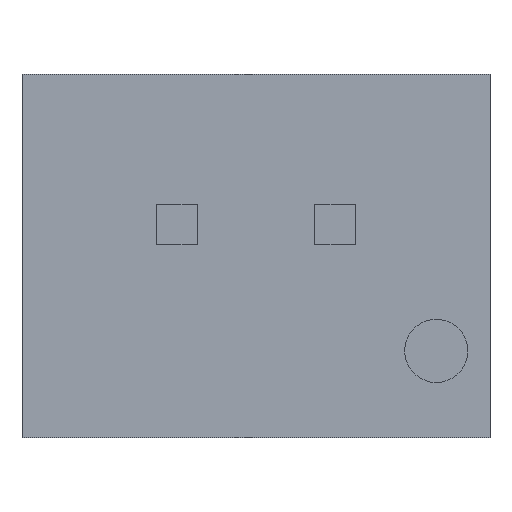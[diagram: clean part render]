
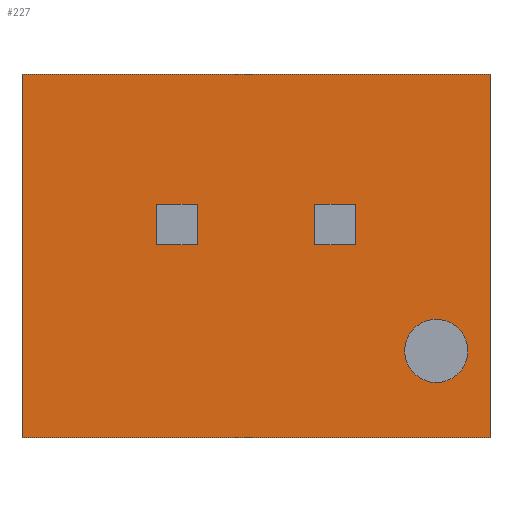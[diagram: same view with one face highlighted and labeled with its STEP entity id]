
A CAD part, front view. The second image highlights one B-rep face of the part: STEP entity #227.
In plain terms, the highlighted planar face has unit normal (0, -1, 0).
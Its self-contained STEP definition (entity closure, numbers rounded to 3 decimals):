
#85 = EDGE_CURVE ( 'NONE', #188, #194, #674, .T. ) ;
#86 = EDGE_LOOP ( 'NONE', ( #87, #91, #94, #97 ) ) ;
#87 = ORIENTED_EDGE ( 'NONE', *, *, #88, .T. ) ;
#88 = EDGE_CURVE ( 'NONE', #89, #90, #670, .T. ) ;
#89 = VERTEX_POINT ( 'NONE', #661 ) ;
#90 = VERTEX_POINT ( 'NONE', #660 ) ;
#91 = ORIENTED_EDGE ( 'NONE', *, *, #92, .F. ) ;
#92 = EDGE_CURVE ( 'NONE', #93, #90, #659, .T. ) ;
#93 = VERTEX_POINT ( 'NONE', #655 ) ;
#94 = ORIENTED_EDGE ( 'NONE', *, *, #95, .F. ) ;
#95 = EDGE_CURVE ( 'NONE', #96, #93, #654, .T. ) ;
#96 = VERTEX_POINT ( 'NONE', #650 ) ;
#97 = ORIENTED_EDGE ( 'NONE', *, *, #98, .T. ) ;
#98 = EDGE_CURVE ( 'NONE', #96, #89, #649, .T. ) ;
#99 = EDGE_LOOP ( 'NONE', ( #100, #104, #107, #110 ) ) ;
#100 = ORIENTED_EDGE ( 'NONE', *, *, #101, .F. ) ;
#101 = EDGE_CURVE ( 'NONE', #102, #103, #645, .T. ) ;
#102 = VERTEX_POINT ( 'NONE', #641 ) ;
#103 = VERTEX_POINT ( 'NONE', #640 ) ;
#104 = ORIENTED_EDGE ( 'NONE', *, *, #105, .F. ) ;
#105 = EDGE_CURVE ( 'NONE', #106, #102, #639, .T. ) ;
#106 = VERTEX_POINT ( 'NONE', #635 ) ;
#107 = ORIENTED_EDGE ( 'NONE', *, *, #108, .F. ) ;
#108 = EDGE_CURVE ( 'NONE', #109, #106, #634, .T. ) ;
#109 = VERTEX_POINT ( 'NONE', #630 ) ;
#110 = ORIENTED_EDGE ( 'NONE', *, *, #111, .F. ) ;
#111 = EDGE_CURVE ( 'NONE', #103, #109, #629, .T. ) ;
#112 = EDGE_LOOP ( 'NONE', ( #113, #115 ) ) ;
#113 = ORIENTED_EDGE ( 'NONE', *, *, #114, .F. ) ;
#114 = EDGE_CURVE ( 'NONE', #224, #221, #624, .T. ) ;
#115 = ORIENTED_EDGE ( 'NONE', *, *, #223, .F. ) ;
#185 = ORIENTED_EDGE ( 'NONE', *, *, #186, .F. ) ;
#186 = EDGE_CURVE ( 'NONE', #187, #188, #789, .T. ) ;
#187 = VERTEX_POINT ( 'NONE', #792 ) ;
#188 = VERTEX_POINT ( 'NONE', #791 ) ;
#189 = ORIENTED_EDGE ( 'NONE', *, *, #190, .F. ) ;
#190 = EDGE_CURVE ( 'NONE', #191, #187, #799, .T. ) ;
#191 = VERTEX_POINT ( 'NONE', #786 ) ;
#192 = ORIENTED_EDGE ( 'NONE', *, *, #193, .F. ) ;
#193 = EDGE_CURVE ( 'NONE', #194, #191, #785, .T. ) ;
#194 = VERTEX_POINT ( 'NONE', #802 ) ;
#195 = ORIENTED_EDGE ( 'NONE', *, *, #85, .F. ) ;
#221 = VERTEX_POINT ( 'NONE', #1222 ) ;
#223 = EDGE_CURVE ( 'NONE', #221, #224, #1221, .T. ) ;
#224 = VERTEX_POINT ( 'NONE', #1262 ) ;
#227 = ADVANCED_FACE ( 'NONE', ( #1226, #1225, #1224, #1223 ), #1218, .F. ) ;
#228 = EDGE_LOOP ( 'NONE', ( #185, #189, #192, #195 ) ) ;
#620 = DIRECTION ( 'NONE',  ( 0., 0., 1. ) ) ;
#621 = DIRECTION ( 'NONE',  ( 0., -1., 0. ) ) ;
#622 = CARTESIAN_POINT ( 'NONE',  ( 2.85, 0., -1.5 ) ) ;
#623 = AXIS2_PLACEMENT_3D ( 'NONE', #622, #621, #620 ) ;
#624 = CIRCLE ( 'NONE', #623, 0.5 ) ;
#626 = DIRECTION ( 'NONE',  ( 0., 0., 1. ) ) ;
#627 = VECTOR ( 'NONE', #626, 1000. ) ;
#628 = CARTESIAN_POINT ( 'NONE',  ( 1.57, 0., 2.875 ) ) ;
#629 = LINE ( 'NONE', #628, #627 ) ;
#630 = CARTESIAN_POINT ( 'NONE',  ( 1.57, 0., 0.82 ) ) ;
#631 = DIRECTION ( 'NONE',  ( -1., 0., 0. ) ) ;
#632 = VECTOR ( 'NONE', #631, 1000. ) ;
#633 = CARTESIAN_POINT ( 'NONE',  ( 3.7, 0., 0.82 ) ) ;
#634 = LINE ( 'NONE', #633, #632 ) ;
#635 = CARTESIAN_POINT ( 'NONE',  ( 0.93, 0., 0.82 ) ) ;
#636 = DIRECTION ( 'NONE',  ( 0., 0., -1. ) ) ;
#637 = VECTOR ( 'NONE', #636, 1000. ) ;
#638 = CARTESIAN_POINT ( 'NONE',  ( 0.93, 0., 2.875 ) ) ;
#639 = LINE ( 'NONE', #638, #637 ) ;
#640 = CARTESIAN_POINT ( 'NONE',  ( 1.57, 0., 0.18 ) ) ;
#641 = CARTESIAN_POINT ( 'NONE',  ( 0.93, 0., 0.18 ) ) ;
#642 = DIRECTION ( 'NONE',  ( 1., 0., 0. ) ) ;
#643 = VECTOR ( 'NONE', #642, 1000. ) ;
#644 = CARTESIAN_POINT ( 'NONE',  ( 3.7, 0., 0.18 ) ) ;
#645 = LINE ( 'NONE', #644, #643 ) ;
#646 = DIRECTION ( 'NONE',  ( -1., 0., 0. ) ) ;
#647 = VECTOR ( 'NONE', #646, 1000. ) ;
#648 = CARTESIAN_POINT ( 'NONE',  ( 3.7, 0., 2.875 ) ) ;
#649 = LINE ( 'NONE', #648, #647 ) ;
#650 = CARTESIAN_POINT ( 'NONE',  ( 3.7, 0., 2.875 ) ) ;
#651 = DIRECTION ( 'NONE',  ( 0., 0., -1. ) ) ;
#652 = VECTOR ( 'NONE', #651, 1000. ) ;
#653 = CARTESIAN_POINT ( 'NONE',  ( 3.7, 0., 2.875 ) ) ;
#654 = LINE ( 'NONE', #653, #652 ) ;
#655 = CARTESIAN_POINT ( 'NONE',  ( 3.7, 0., -2.875 ) ) ;
#656 = DIRECTION ( 'NONE',  ( -1., 0., 0. ) ) ;
#657 = VECTOR ( 'NONE', #656, 1000. ) ;
#658 = CARTESIAN_POINT ( 'NONE',  ( 3.7, 0., -2.875 ) ) ;
#659 = LINE ( 'NONE', #658, #657 ) ;
#660 = CARTESIAN_POINT ( 'NONE',  ( -3.7, 0., -2.875 ) ) ;
#661 = CARTESIAN_POINT ( 'NONE',  ( -3.7, 0., 2.875 ) ) ;
#662 = DIRECTION ( 'NONE',  ( 0., 0., -1. ) ) ;
#663 = VECTOR ( 'NONE', #662, 1000. ) ;
#664 = CARTESIAN_POINT ( 'NONE',  ( -3.7, 0., 2.875 ) ) ;
#670 = LINE ( 'NONE', #664, #663 ) ;
#671 = DIRECTION ( 'NONE',  ( 0., 0., 1. ) ) ;
#672 = VECTOR ( 'NONE', #671, 1000. ) ;
#673 = CARTESIAN_POINT ( 'NONE',  ( -0.93, 0., 2.875 ) ) ;
#674 = LINE ( 'NONE', #673, #672 ) ;
#783 = VECTOR ( 'NONE', #803, 1000. ) ;
#784 = CARTESIAN_POINT ( 'NONE',  ( 3.7, 0., 0.82 ) ) ;
#785 = LINE ( 'NONE', #784, #783 ) ;
#786 = CARTESIAN_POINT ( 'NONE',  ( -1.57, 0., 0.82 ) ) ;
#787 = VECTOR ( 'NONE', #793, 1000. ) ;
#788 = CARTESIAN_POINT ( 'NONE',  ( 3.7, 0., 0.18 ) ) ;
#789 = LINE ( 'NONE', #788, #787 ) ;
#791 = CARTESIAN_POINT ( 'NONE',  ( -0.93, 0., 0.18 ) ) ;
#792 = CARTESIAN_POINT ( 'NONE',  ( -1.57, 0., 0.18 ) ) ;
#793 = DIRECTION ( 'NONE',  ( 1., 0., 0. ) ) ;
#796 = DIRECTION ( 'NONE',  ( 0., 0., -1. ) ) ;
#797 = VECTOR ( 'NONE', #796, 1000. ) ;
#798 = CARTESIAN_POINT ( 'NONE',  ( -1.57, 0., 2.875 ) ) ;
#799 = LINE ( 'NONE', #798, #797 ) ;
#802 = CARTESIAN_POINT ( 'NONE',  ( -0.93, 0., 0.82 ) ) ;
#803 = DIRECTION ( 'NONE',  ( -1., 0., 0. ) ) ;
#1214 = DIRECTION ( 'NONE',  ( 0., 0., 1. ) ) ;
#1215 = DIRECTION ( 'NONE',  ( 0., -1., 0. ) ) ;
#1218 = PLANE ( 'NONE',  #1261 ) ;
#1219 = CARTESIAN_POINT ( 'NONE',  ( 2.85, 0., -1.5 ) ) ;
#1220 = AXIS2_PLACEMENT_3D ( 'NONE', #1219, #1215, #1214 ) ;
#1221 = CIRCLE ( 'NONE', #1220, 0.5 ) ;
#1222 = CARTESIAN_POINT ( 'NONE',  ( 2.85, 0., -2. ) ) ;
#1223 = FACE_BOUND ( 'NONE', #112, .T. ) ;
#1224 = FACE_BOUND ( 'NONE', #99, .T. ) ;
#1225 = FACE_OUTER_BOUND ( 'NONE', #86, .T. ) ;
#1226 = FACE_BOUND ( 'NONE', #228, .T. ) ;
#1259 = DIRECTION ( 'NONE',  ( 0., 1., 0. ) ) ;
#1260 = CARTESIAN_POINT ( 'NONE',  ( 3.7, 0., 2.875 ) ) ;
#1261 = AXIS2_PLACEMENT_3D ( 'NONE', #1260, #1259, #1317 ) ;
#1262 = CARTESIAN_POINT ( 'NONE',  ( 2.85, 0., -1. ) ) ;
#1317 = DIRECTION ( 'NONE',  ( 0., 0., 1. ) ) ;
